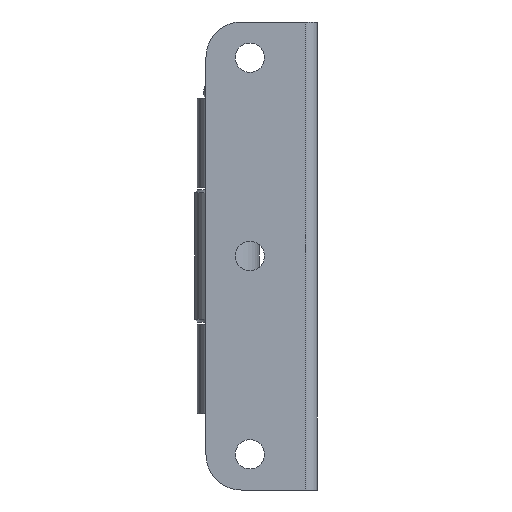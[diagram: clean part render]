
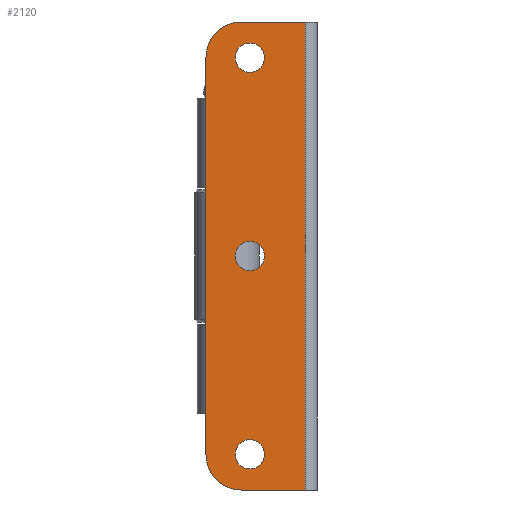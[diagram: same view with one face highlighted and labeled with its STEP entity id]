
A CAD part, left-side view. The second image highlights one B-rep face of the part: STEP entity #2120.
In plain terms, the highlighted planar face has unit normal (-1, 0, 0).
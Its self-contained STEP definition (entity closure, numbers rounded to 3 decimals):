
#28 = CARTESIAN_POINT ( 'NONE',  ( 0., 19., 40. ) ) ;
#30 = CARTESIAN_POINT ( 'NONE',  ( 0., 2.01, -40. ) ) ;
#82 = CIRCLE ( 'NONE', #3234, 2.5 ) ;
#86 = AXIS2_PLACEMENT_3D ( 'NONE', #236, #466, #2727 ) ;
#109 = VERTEX_POINT ( 'NONE', #213 ) ;
#197 = ORIENTED_EDGE ( 'NONE', *, *, #1142, .F. ) ;
#202 = CIRCLE ( 'NONE', #1451, 6. ) ;
#213 = CARTESIAN_POINT ( 'NONE',  ( 0., 11.5, 2.5 ) ) ;
#236 = CARTESIAN_POINT ( 'NONE',  ( 0., 11.5, 0. ) ) ;
#239 = ORIENTED_EDGE ( 'NONE', *, *, #455, .F. ) ;
#261 = CARTESIAN_POINT ( 'NONE',  ( 0., 11.5, -36.4 ) ) ;
#263 = ORIENTED_EDGE ( 'NONE', *, *, #2340, .T. ) ;
#454 = CARTESIAN_POINT ( 'NONE',  ( 0., 19., -34. ) ) ;
#455 = EDGE_CURVE ( 'NONE', #940, #996, #605, .T. ) ;
#466 = DIRECTION ( 'NONE',  ( -1., 0., 0. ) ) ;
#472 = DIRECTION ( 'NONE',  ( -1., 0., 0. ) ) ;
#474 = CIRCLE ( 'NONE', #2257, 2.5 ) ;
#497 = PLANE ( 'NONE',  #1549 ) ;
#511 = DIRECTION ( 'NONE',  ( 0., 0., 1. ) ) ;
#537 = CIRCLE ( 'NONE', #2418, 2.5 ) ;
#544 = DIRECTION ( 'NONE',  ( 0., 1., 0. ) ) ;
#570 = DIRECTION ( 'NONE',  ( 0., 0., 1. ) ) ;
#576 = EDGE_CURVE ( 'NONE', #1442, #3388, #2524, .T. ) ;
#605 = CIRCLE ( 'NONE', #3345, 2.5 ) ;
#621 = VECTOR ( 'NONE', #1153, 1000. ) ;
#624 = EDGE_CURVE ( 'NONE', #996, #940, #82, .T. ) ;
#649 = VERTEX_POINT ( 'NONE', #1980 ) ;
#676 = DIRECTION ( 'NONE',  ( 0., 0., 1. ) ) ;
#684 = CARTESIAN_POINT ( 'NONE',  ( 0., 13., -40. ) ) ;
#707 = CARTESIAN_POINT ( 'NONE',  ( 0., 11.5, 36.4 ) ) ;
#709 = CARTESIAN_POINT ( 'NONE',  ( 0., 11.5, -31.4 ) ) ;
#840 = FACE_OUTER_BOUND ( 'NONE', #3171, .T. ) ;
#878 = EDGE_CURVE ( 'NONE', #2000, #3237, #202, .T. ) ;
#909 = DIRECTION ( 'NONE',  ( 0., 0., 1. ) ) ;
#940 = VERTEX_POINT ( 'NONE', #2809 ) ;
#996 = VERTEX_POINT ( 'NONE', #707 ) ;
#1012 = DIRECTION ( 'NONE',  ( -1., 0., 0. ) ) ;
#1093 = EDGE_CURVE ( 'NONE', #1442, #1718, #3122, .T. ) ;
#1096 = CARTESIAN_POINT ( 'NONE',  ( 0., 11.5, -33.9 ) ) ;
#1142 = EDGE_CURVE ( 'NONE', #109, #649, #474, .T. ) ;
#1153 = DIRECTION ( 'NONE',  ( 0., 0., -1. ) ) ;
#1157 = DIRECTION ( 'NONE',  ( 0., 0., -1. ) ) ;
#1165 = EDGE_CURVE ( 'NONE', #649, #109, #3461, .T. ) ;
#1211 = EDGE_CURVE ( 'NONE', #2509, #2399, #3401, .T. ) ;
#1228 = VECTOR ( 'NONE', #2375, 1000. ) ;
#1277 = DIRECTION ( 'NONE',  ( -1., 0., 0. ) ) ;
#1357 = EDGE_CURVE ( 'NONE', #3388, #3237, #2925, .T. ) ;
#1413 = EDGE_LOOP ( 'NONE', ( #239, #1756 ) ) ;
#1442 = VERTEX_POINT ( 'NONE', #3145 ) ;
#1451 = AXIS2_PLACEMENT_3D ( 'NONE', #1738, #3030, #909 ) ;
#1518 = DIRECTION ( 'NONE',  ( -1., 0., 0. ) ) ;
#1519 = CIRCLE ( 'NONE', #3365, 6. ) ;
#1549 = AXIS2_PLACEMENT_3D ( 'NONE', #2681, #472, #2734 ) ;
#1564 = VECTOR ( 'NONE', #544, 1000. ) ;
#1631 = FACE_BOUND ( 'NONE', #2115, .T. ) ;
#1718 = VERTEX_POINT ( 'NONE', #3528 ) ;
#1731 = EDGE_LOOP ( 'NONE', ( #3446, #3535 ) ) ;
#1738 = CARTESIAN_POINT ( 'NONE',  ( 0., 13., -34. ) ) ;
#1744 = DIRECTION ( 'NONE',  ( 0., 0., 1. ) ) ;
#1756 = ORIENTED_EDGE ( 'NONE', *, *, #624, .F. ) ;
#1786 = ORIENTED_EDGE ( 'NONE', *, *, #878, .T. ) ;
#1861 = CARTESIAN_POINT ( 'NONE',  ( 0., 11.5, 0. ) ) ;
#1980 = CARTESIAN_POINT ( 'NONE',  ( 0., 11.5, -2.5 ) ) ;
#2000 = VERTEX_POINT ( 'NONE', #454 ) ;
#2030 = EDGE_CURVE ( 'NONE', #2399, #2509, #537, .T. ) ;
#2061 = ORIENTED_EDGE ( 'NONE', *, *, #2201, .T. ) ;
#2100 = DIRECTION ( 'NONE',  ( 0., 0., 1. ) ) ;
#2115 = EDGE_LOOP ( 'NONE', ( #3334, #197 ) ) ;
#2120 = ADVANCED_FACE ( 'NONE', ( #2978, #2699, #1631, #840 ), #497, .T. ) ;
#2184 = CARTESIAN_POINT ( 'NONE',  ( 0., 11.5, 33.9 ) ) ;
#2196 = ORIENTED_EDGE ( 'NONE', *, *, #1093, .T. ) ;
#2198 = CARTESIAN_POINT ( 'NONE',  ( 0., 19., 34. ) ) ;
#2201 = EDGE_CURVE ( 'NONE', #2659, #2000, #2221, .T. ) ;
#2221 = LINE ( 'NONE', #28, #621 ) ;
#2257 = AXIS2_PLACEMENT_3D ( 'NONE', #1861, #2673, #511 ) ;
#2336 = ORIENTED_EDGE ( 'NONE', *, *, #576, .F. ) ;
#2340 = EDGE_CURVE ( 'NONE', #1718, #2659, #1519, .T. ) ;
#2375 = DIRECTION ( 'NONE',  ( 0., 1., 0. ) ) ;
#2380 = DIRECTION ( 'NONE',  ( 0., 0., 1. ) ) ;
#2399 = VERTEX_POINT ( 'NONE', #709 ) ;
#2415 = ORIENTED_EDGE ( 'NONE', *, *, #1357, .F. ) ;
#2418 = AXIS2_PLACEMENT_3D ( 'NONE', #2639, #1277, #2100 ) ;
#2509 = VERTEX_POINT ( 'NONE', #261 ) ;
#2524 = LINE ( 'NONE', #2788, #3402 ) ;
#2574 = CARTESIAN_POINT ( 'NONE',  ( 0., 11.5, 33.9 ) ) ;
#2639 = CARTESIAN_POINT ( 'NONE',  ( 0., 11.5, -33.9 ) ) ;
#2659 = VERTEX_POINT ( 'NONE', #2198 ) ;
#2673 = DIRECTION ( 'NONE',  ( -1., 0., 0. ) ) ;
#2681 = CARTESIAN_POINT ( 'NONE',  ( 0., 0., 40. ) ) ;
#2699 = FACE_BOUND ( 'NONE', #1731, .T. ) ;
#2727 = DIRECTION ( 'NONE',  ( 0., 0., 1. ) ) ;
#2734 = DIRECTION ( 'NONE',  ( 0., 0., 1. ) ) ;
#2788 = CARTESIAN_POINT ( 'NONE',  ( 0., 2.01, 40. ) ) ;
#2809 = CARTESIAN_POINT ( 'NONE',  ( 0., 11.5, 31.4 ) ) ;
#2899 = CARTESIAN_POINT ( 'NONE',  ( 0., 13., 34. ) ) ;
#2914 = CARTESIAN_POINT ( 'NONE',  ( 0., 0., 40. ) ) ;
#2925 = LINE ( 'NONE', #3531, #1228 ) ;
#2978 = FACE_BOUND ( 'NONE', #1413, .T. ) ;
#3016 = DIRECTION ( 'NONE',  ( -1., 0., 0. ) ) ;
#3030 = DIRECTION ( 'NONE',  ( -1., 0., 0. ) ) ;
#3122 = LINE ( 'NONE', #2914, #1564 ) ;
#3145 = CARTESIAN_POINT ( 'NONE',  ( 0., 2.01, 40. ) ) ;
#3171 = EDGE_LOOP ( 'NONE', ( #2061, #1786, #2415, #2336, #2196, #263 ) ) ;
#3229 = AXIS2_PLACEMENT_3D ( 'NONE', #1096, #3281, #2380 ) ;
#3234 = AXIS2_PLACEMENT_3D ( 'NONE', #2574, #1012, #1744 ) ;
#3237 = VERTEX_POINT ( 'NONE', #684 ) ;
#3281 = DIRECTION ( 'NONE',  ( -1., 0., 0. ) ) ;
#3334 = ORIENTED_EDGE ( 'NONE', *, *, #1165, .F. ) ;
#3345 = AXIS2_PLACEMENT_3D ( 'NONE', #2184, #3016, #570 ) ;
#3365 = AXIS2_PLACEMENT_3D ( 'NONE', #2899, #1518, #676 ) ;
#3388 = VERTEX_POINT ( 'NONE', #30 ) ;
#3401 = CIRCLE ( 'NONE', #3229, 2.5 ) ;
#3402 = VECTOR ( 'NONE', #1157, 1000. ) ;
#3446 = ORIENTED_EDGE ( 'NONE', *, *, #1211, .F. ) ;
#3461 = CIRCLE ( 'NONE', #86, 2.5 ) ;
#3528 = CARTESIAN_POINT ( 'NONE',  ( 0., 13., 40. ) ) ;
#3531 = CARTESIAN_POINT ( 'NONE',  ( 0., 0., -40. ) ) ;
#3535 = ORIENTED_EDGE ( 'NONE', *, *, #2030, .F. ) ;
